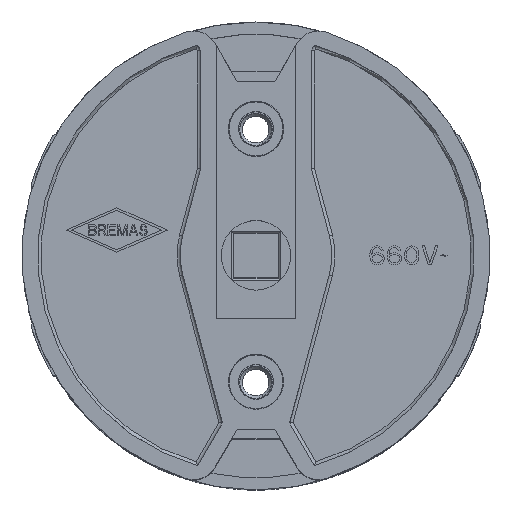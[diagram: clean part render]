
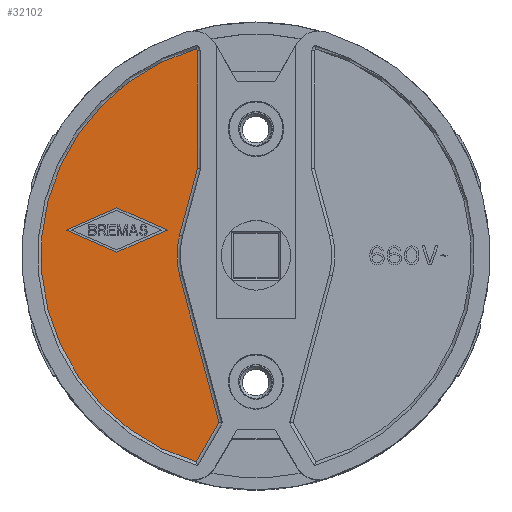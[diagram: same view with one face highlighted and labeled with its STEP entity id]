
A CAD part, top view. The second image highlights one B-rep face of the part: STEP entity #32102.
In plain terms, the highlighted face is planar.
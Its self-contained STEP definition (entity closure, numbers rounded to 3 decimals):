
#24460=DIRECTION('',(0.,-1.,0.));
#24461=VECTOR('',#24460,18.55);
#24462=CARTESIAN_POINT('',(9.25,32.325,3.));
#24463=LINE('',#24462,#24461);
#24464=DIRECTION('',(0.259,-0.966,0.));
#24465=VECTOR('',#24464,10.911);
#24466=CARTESIAN_POINT('',(9.25,13.775,3.));
#24467=LINE('',#24466,#24465);
#24468=CARTESIAN_POINT('',(0.,0.,3.));
#24469=DIRECTION('',(0.,0.,-1.));
#24470=DIRECTION('',(0.966,0.259,0.));
#24471=AXIS2_PLACEMENT_3D('',#24468,#24469,#24470);
#24473=DIRECTION('',(-0.259,-0.966,0.));
#24474=VECTOR('',#24473,24.029);
#24475=CARTESIAN_POINT('',(12.074,-3.235,3.));
#24476=LINE('',#24475,#24474);
#24477=DIRECTION('',(0.5,-0.866,0.));
#24478=VECTOR('',#24477,7.179);
#24479=CARTESIAN_POINT('',(5.855,-26.445,3.));
#24480=LINE('',#24479,#24478);
#24481=CARTESIAN_POINT('',(0.,0.,3.));
#24482=DIRECTION('',(0.,0.,1.));
#24483=DIRECTION('',(0.278,-0.961,0.));
#24484=AXIS2_PLACEMENT_3D('',#24481,#24482,#24483);
#24486=DIRECTION('',(-0.5,-0.866,0.));
#24487=VECTOR('',#24486,0.389);
#24488=CARTESIAN_POINT('',(9.444,32.662,3.));
#24489=LINE('',#24488,#24487);
#24520=DIRECTION('',(-0.916,-0.401,0.));
#24521=VECTOR('',#24520,8.732);
#24522=CARTESIAN_POINT('',(30.,4.,3.));
#24523=LINE('',#24522,#24521);
#24524=DIRECTION('',(-0.916,0.401,0.));
#24525=VECTOR('',#24524,8.732);
#24526=CARTESIAN_POINT('',(22.,0.5,3.));
#24527=LINE('',#24526,#24525);
#24528=DIRECTION('',(0.916,0.401,0.));
#24529=VECTOR('',#24528,8.732);
#24530=CARTESIAN_POINT('',(14.,4.,3.));
#24531=LINE('',#24530,#24529);
#24532=DIRECTION('',(0.916,-0.401,0.));
#24533=VECTOR('',#24532,8.732);
#24534=CARTESIAN_POINT('',(22.,7.5,3.));
#24535=LINE('',#24534,#24533);
#29252=CARTESIAN_POINT('',(9.25,32.325,3.));
#29253=CARTESIAN_POINT('',(9.25,13.775,3.));
#29254=VERTEX_POINT('',#29252);
#29255=VERTEX_POINT('',#29253);
#29258=CARTESIAN_POINT('',(9.444,32.662,3.));
#29259=VERTEX_POINT('',#29258);
#29260=CARTESIAN_POINT('',(9.444,-32.662,3.));
#29261=VERTEX_POINT('',#29260);
#29264=CARTESIAN_POINT('',(5.855,-26.445,3.));
#29265=VERTEX_POINT('',#29264);
#29270=CARTESIAN_POINT('',(12.074,3.235,3.));
#29271=VERTEX_POINT('',#29270);
#29272=CARTESIAN_POINT('',(12.074,-3.235,3.));
#29273=VERTEX_POINT('',#29272);
#29988=CARTESIAN_POINT('',(30.,4.,3.));
#29989=CARTESIAN_POINT('',(22.,0.5,3.));
#29990=VERTEX_POINT('',#29988);
#29991=VERTEX_POINT('',#29989);
#29992=CARTESIAN_POINT('',(14.,4.,3.));
#29993=VERTEX_POINT('',#29992);
#29994=CARTESIAN_POINT('',(22.,7.5,3.));
#29995=VERTEX_POINT('',#29994);
#32072=CARTESIAN_POINT('',(0.,0.,3.));
#32073=DIRECTION('',(0.,0.,-1.));
#32074=DIRECTION('',(-1.,0.,0.));
#32075=AXIS2_PLACEMENT_3D('',#32072,#32073,#32074);
#32076=PLANE('',#32075);
#32078=ORIENTED_EDGE('',*,*,#32077,.T.);
#32080=ORIENTED_EDGE('',*,*,#32079,.T.);
#32082=ORIENTED_EDGE('',*,*,#32081,.T.);
#32084=ORIENTED_EDGE('',*,*,#32083,.T.);
#32085=ORIENTED_EDGE('',*,*,#32062,.T.);
#32087=ORIENTED_EDGE('',*,*,#32086,.T.);
#32089=ORIENTED_EDGE('',*,*,#32088,.T.);
#32090=EDGE_LOOP('',(#32078,#32080,#32082,#32084,#32085,#32087,#32089));
#32091=FACE_OUTER_BOUND('',#32090,.F.);
#32093=ORIENTED_EDGE('',*,*,#32092,.T.);
#32095=ORIENTED_EDGE('',*,*,#32094,.T.);
#32097=ORIENTED_EDGE('',*,*,#32096,.T.);
#32099=ORIENTED_EDGE('',*,*,#32098,.T.);
#32100=EDGE_LOOP('',(#32093,#32095,#32097,#32099));
#32101=FACE_BOUND('',#32100,.F.);
#32102=ADVANCED_FACE('',(#32091,#32101),#32076,.T.);
#24472=CIRCLE('',#24471,12.5);
#24485=CIRCLE('',#24484,34.);
#32062=EDGE_CURVE('',#29265,#29261,#24480,.T.);
#32077=EDGE_CURVE('',#29254,#29255,#24463,.T.);
#32079=EDGE_CURVE('',#29255,#29271,#24467,.T.);
#32081=EDGE_CURVE('',#29271,#29273,#24472,.T.);
#32083=EDGE_CURVE('',#29273,#29265,#24476,.T.);
#32086=EDGE_CURVE('',#29261,#29259,#24485,.T.);
#32088=EDGE_CURVE('',#29259,#29254,#24489,.T.);
#32092=EDGE_CURVE('',#29990,#29991,#24523,.T.);
#32094=EDGE_CURVE('',#29991,#29993,#24527,.T.);
#32096=EDGE_CURVE('',#29993,#29995,#24531,.T.);
#32098=EDGE_CURVE('',#29995,#29990,#24535,.T.);
